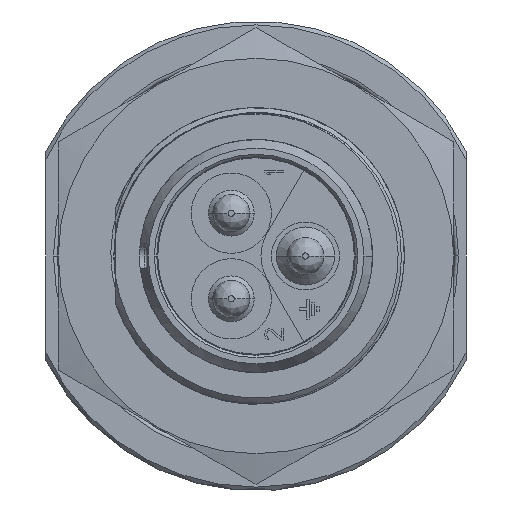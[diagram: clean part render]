
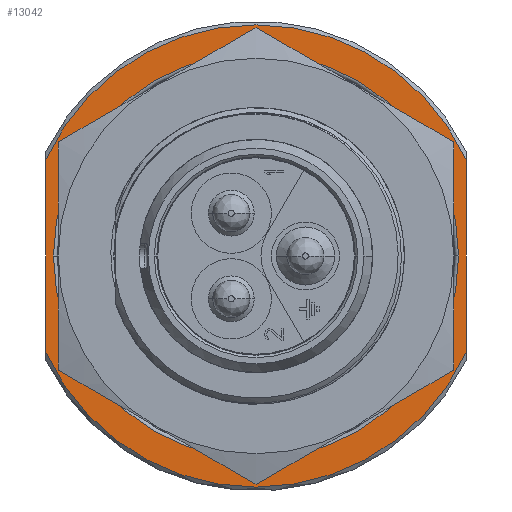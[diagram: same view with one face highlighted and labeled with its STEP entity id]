
A CAD part, left-side view. The second image highlights one B-rep face of the part: STEP entity #13042.
In plain terms, the highlighted planar face has unit normal (-1, 0, 0).
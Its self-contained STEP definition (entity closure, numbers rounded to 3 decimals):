
#289=DIRECTION('',(0.,0.,-1.));
#290=VECTOR('',#289,15.581);
#291=CARTESIAN_POINT('',(23.5,17.,7.79));
#292=LINE('1087',#291,#290);
#293=CARTESIAN_POINT('',(23.5,0.,0.));
#294=DIRECTION('',(1.,0.,0.));
#295=DIRECTION('',(0.,0.909,0.417));
#296=AXIS2_PLACEMENT_3D('',#293,#294,#295);
#298=DIRECTION('',(0.,0.,1.));
#299=VECTOR('',#298,15.581);
#300=CARTESIAN_POINT('',(23.5,-17.,-7.79));
#301=LINE('1088',#300,#299);
#302=CARTESIAN_POINT('',(23.5,0.,0.));
#303=DIRECTION('',(-1.,0.,0.));
#304=DIRECTION('',(0.,0.909,-0.417));
#305=AXIS2_PLACEMENT_3D('',#302,#303,#304);
#317=CARTESIAN_POINT('',(23.5,0.,0.));
#318=DIRECTION('',(1.,0.,0.));
#319=DIRECTION('',(0.,-1.,0.));
#320=AXIS2_PLACEMENT_3D('',#317,#318,#319);
#332=CARTESIAN_POINT('',(23.5,0.,0.));
#333=DIRECTION('',(1.,0.,0.));
#334=DIRECTION('',(0.,1.,0.));
#335=AXIS2_PLACEMENT_3D('',#332,#333,#334);
#11868=CARTESIAN_POINT('',(23.5,17.,7.79));
#11869=CARTESIAN_POINT('',(23.5,17.,-7.79));
#11870=VERTEX_POINT('',#11868);
#11871=VERTEX_POINT('',#11869);
#11872=CARTESIAN_POINT('',(23.5,-17.,-7.79));
#11873=CARTESIAN_POINT('',(23.5,-17.,7.79));
#11874=VERTEX_POINT('',#11872);
#11875=VERTEX_POINT('',#11873);
#11916=CARTESIAN_POINT('',(23.5,-16.389,0.));
#11917=CARTESIAN_POINT('',(23.5,16.389,0.));
#11918=VERTEX_POINT('',#11916);
#11919=VERTEX_POINT('',#11917);
#13024=CARTESIAN_POINT('',(23.5,0.,0.));
#13025=DIRECTION('',(1.,0.,0.));
#13026=DIRECTION('',(0.,-1.,0.));
#13027=AXIS2_PLACEMENT_3D('',#13024,#13025,#13026);
#13028=PLANE('249',#13027);
#13029=ORIENTED_EDGE('1087',*,*,#12937,.F.);
#13031=ORIENTED_EDGE('1102',*,*,#13030,.T.);
#13032=ORIENTED_EDGE('1088',*,*,#12974,.F.);
#13033=ORIENTED_EDGE('1106',*,*,#13017,.F.);
#13034=EDGE_LOOP('249',(#13029,#13031,#13032,#13033));
#13035=FACE_OUTER_BOUND('249',#13034,.F.);
#13037=ORIENTED_EDGE('1134',*,*,#13036,.F.);
#13039=ORIENTED_EDGE('1136',*,*,#13038,.F.);
#13040=EDGE_LOOP('249',(#13037,#13039));
#13041=FACE_BOUND('249',#13040,.F.);
#297=CIRCLE('1102',#296,18.7);
#306=CIRCLE('1106',#305,18.7);
#321=CIRCLE('1134',#320,16.389);
#336=CIRCLE('1136',#335,16.389);
#12937=EDGE_CURVE('1087',#11870,#11871,#292,.T.);
#12974=EDGE_CURVE('1088',#11874,#11875,#301,.T.);
#13017=EDGE_CURVE('1106',#11871,#11874,#306,.T.);
#13030=EDGE_CURVE('1102',#11870,#11875,#297,.T.);
#13036=EDGE_CURVE('1134',#11918,#11919,#321,.T.);
#13038=EDGE_CURVE('1136',#11919,#11918,#336,.T.);
#13042=ADVANCED_FACE('249',(#13035,#13041),#13028,.F.);
